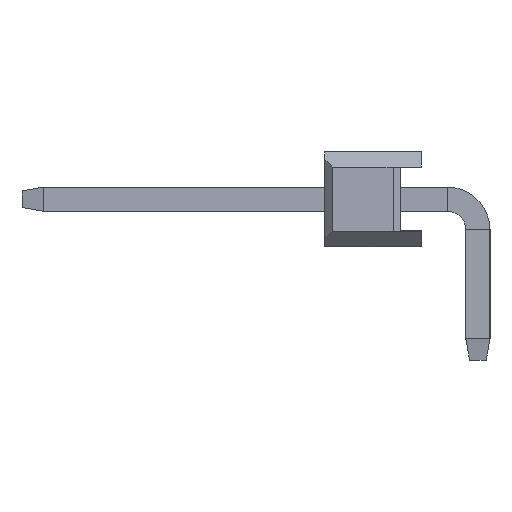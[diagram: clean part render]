
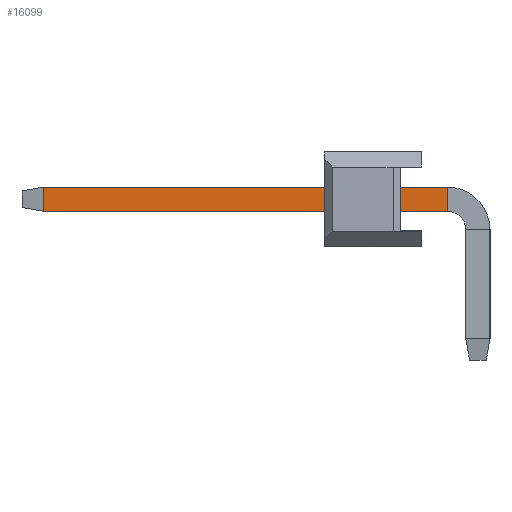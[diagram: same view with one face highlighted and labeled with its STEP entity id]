
A CAD part, left-side view. The second image highlights one B-rep face of the part: STEP entity #16099.
In plain terms, the highlighted planar face has unit normal (-1, 0, 0).
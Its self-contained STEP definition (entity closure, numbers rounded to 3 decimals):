
#2064 = VERTEX_POINT ( 'NONE', #5739 ) ;
#2223 = CARTESIAN_POINT ( 'NONE',  ( -79.06, 10.54, -0.32 ) ) ;
#4556 = VECTOR ( 'NONE', #40660, 1000. ) ;
#4925 = DIRECTION ( 'NONE',  ( 0., 0., 1. ) ) ;
#5739 = CARTESIAN_POINT ( 'NONE',  ( -79.06, 9.973, -0.32 ) ) ;
#6100 = VECTOR ( 'NONE', #12212, 1000. ) ;
#7350 = VECTOR ( 'NONE', #16095, 1000. ) ;
#8591 = AXIS2_PLACEMENT_3D ( 'NONE', #9391, #23283, #37222 ) ;
#8789 = EDGE_CURVE ( 'NONE', #2064, #38090, #33486, .T. ) ;
#8929 = ORIENTED_EDGE ( 'NONE', *, *, #8789, .T. ) ;
#9391 = CARTESIAN_POINT ( 'NONE',  ( -79.06, 10.54, 0.32 ) ) ;
#11798 = CARTESIAN_POINT ( 'NONE',  ( -79.06, -0.7, 0.32 ) ) ;
#12013 = EDGE_CURVE ( 'NONE', #23211, #20238, #12801, .T. ) ;
#12212 = DIRECTION ( 'NONE',  ( 0., 0., -1. ) ) ;
#12801 = LINE ( 'NONE', #26722, #4556 ) ;
#16095 = DIRECTION ( 'NONE',  ( 0., -1., 0. ) ) ;
#16099 = ADVANCED_FACE ( 'NONE', ( #26725 ), #40663, .F. ) ;
#16270 = CARTESIAN_POINT ( 'NONE',  ( -79.06, -0.7, -0.32 ) ) ;
#20238 = VERTEX_POINT ( 'NONE', #11798 ) ;
#20674 = EDGE_CURVE ( 'NONE', #38090, #20238, #22247, .T. ) ;
#21998 = ORIENTED_EDGE ( 'NONE', *, *, #12013, .F. ) ;
#22247 = LINE ( 'NONE', #36192, #32207 ) ;
#23211 = VERTEX_POINT ( 'NONE', #37988 ) ;
#23283 = DIRECTION ( 'NONE',  ( 1., 0., 0. ) ) ;
#26722 = CARTESIAN_POINT ( 'NONE',  ( -79.06, 10.54, 0.32 ) ) ;
#26725 = FACE_OUTER_BOUND ( 'NONE', #39321, .T. ) ;
#27960 = ORIENTED_EDGE ( 'NONE', *, *, #20674, .T. ) ;
#29556 = LINE ( 'NONE', #43485, #6100 ) ;
#31813 = ORIENTED_EDGE ( 'NONE', *, *, #39221, .T. ) ;
#32207 = VECTOR ( 'NONE', #4925, 1000. ) ;
#33486 = LINE ( 'NONE', #2223, #7350 ) ;
#36192 = CARTESIAN_POINT ( 'NONE',  ( -79.06, -0.7, 0.32 ) ) ;
#37222 = DIRECTION ( 'NONE',  ( 0., 0., -1. ) ) ;
#37988 = CARTESIAN_POINT ( 'NONE',  ( -79.06, 9.973, 0.32 ) ) ;
#38090 = VERTEX_POINT ( 'NONE', #16270 ) ;
#39221 = EDGE_CURVE ( 'NONE', #23211, #2064, #29556, .T. ) ;
#39321 = EDGE_LOOP ( 'NONE', ( #21998, #31813, #8929, #27960 ) ) ;
#40660 = DIRECTION ( 'NONE',  ( 0., -1., 0. ) ) ;
#40663 = PLANE ( 'NONE',  #8591 ) ;
#43485 = CARTESIAN_POINT ( 'NONE',  ( -79.06, 9.973, -0.32 ) ) ;
